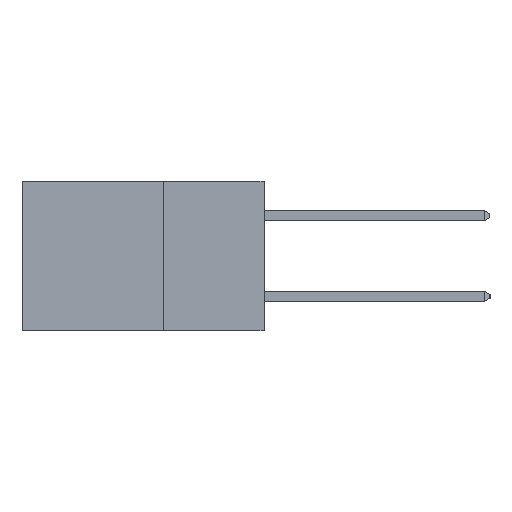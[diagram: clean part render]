
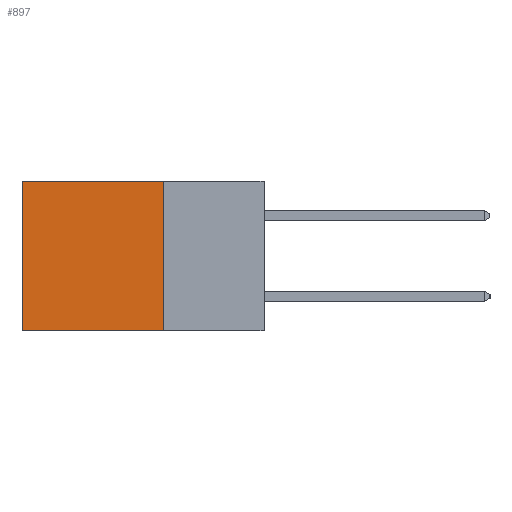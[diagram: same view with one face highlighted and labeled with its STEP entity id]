
A CAD part, left-side view. The second image highlights one B-rep face of the part: STEP entity #897.
In plain terms, the highlighted planar face has unit normal (-1, 0, 0).
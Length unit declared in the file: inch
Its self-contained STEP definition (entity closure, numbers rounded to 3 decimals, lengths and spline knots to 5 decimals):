
#897 = ADVANCED_FACE ( 'NONE', ( #15061 ), #14829, .F. ) ;
#1037 = DIRECTION ( 'NONE',  ( 0., 0., -1. ) ) ;
#1962 = ORIENTED_EDGE ( 'NONE', *, *, #14603, .T. ) ;
#2788 = EDGE_LOOP ( 'NONE', ( #1962, #3138, #6134, #13391 ) ) ;
#3030 = VECTOR ( 'NONE', #14739, 39.37008 ) ;
#3138 = ORIENTED_EDGE ( 'NONE', *, *, #8846, .F. ) ;
#3299 = CARTESIAN_POINT ( 'NONE',  ( 0.2615, 0.6, -0.37 ) ) ;
#4500 = DIRECTION ( 'NONE',  ( 0., 1., 0. ) ) ;
#4541 = VECTOR ( 'NONE', #15154, 39.37008 ) ;
#4921 = LINE ( 'NONE', #8129, #4541 ) ;
#5584 = CARTESIAN_POINT ( 'NONE',  ( 0.2615, 0.25, -0.37 ) ) ;
#5677 = CARTESIAN_POINT ( 'NONE',  ( 0.2615, 0.25, 0. ) ) ;
#5679 = LINE ( 'NONE', #8077, #8749 ) ;
#6134 = ORIENTED_EDGE ( 'NONE', *, *, #8801, .F. ) ;
#6571 = CARTESIAN_POINT ( 'NONE',  ( 0.2615, 0.6, -0.37 ) ) ;
#8077 = CARTESIAN_POINT ( 'NONE',  ( 0.2615, 0.25, -0.37 ) ) ;
#8129 = CARTESIAN_POINT ( 'NONE',  ( 0.2615, 0.25, -0.37 ) ) ;
#8749 = VECTOR ( 'NONE', #1037, 39.37008 ) ;
#8755 = EDGE_CURVE ( 'NONE', #11973, #12933, #9103, .T. ) ;
#8801 = EDGE_CURVE ( 'NONE', #11973, #11460, #5679, .T. ) ;
#8846 = EDGE_CURVE ( 'NONE', #11460, #14770, #4921, .T. ) ;
#9068 = DIRECTION ( 'NONE',  ( 0., 0., -1. ) ) ;
#9103 = LINE ( 'NONE', #12696, #12249 ) ;
#9242 = AXIS2_PLACEMENT_3D ( 'NONE', #5584, #10339, #9068 ) ;
#9615 = CARTESIAN_POINT ( 'NONE',  ( 0.2615, 0.6, 0. ) ) ;
#10339 = DIRECTION ( 'NONE',  ( 1., 0., 0. ) ) ;
#11460 = VERTEX_POINT ( 'NONE', #11793 ) ;
#11793 = CARTESIAN_POINT ( 'NONE',  ( 0.2615, 0.25, -0.37 ) ) ;
#11973 = VERTEX_POINT ( 'NONE', #5677 ) ;
#12249 = VECTOR ( 'NONE', #4500, 39.37008 ) ;
#12696 = CARTESIAN_POINT ( 'NONE',  ( 0.2615, 0.25, 0. ) ) ;
#12933 = VERTEX_POINT ( 'NONE', #9615 ) ;
#13129 = LINE ( 'NONE', #6571, #3030 ) ;
#13391 = ORIENTED_EDGE ( 'NONE', *, *, #8755, .T. ) ;
#14603 = EDGE_CURVE ( 'NONE', #12933, #14770, #13129, .T. ) ;
#14739 = DIRECTION ( 'NONE',  ( 0., 0., -1. ) ) ;
#14770 = VERTEX_POINT ( 'NONE', #3299 ) ;
#14829 = PLANE ( 'NONE',  #9242 ) ;
#15061 = FACE_OUTER_BOUND ( 'NONE', #2788, .T. ) ;
#15154 = DIRECTION ( 'NONE',  ( 0., 1., 0. ) ) ;
